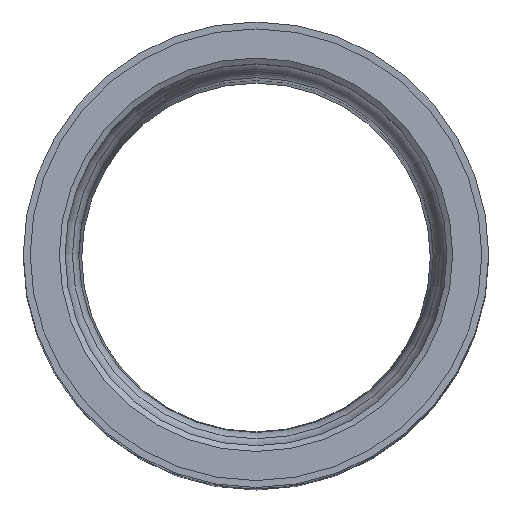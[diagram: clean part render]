
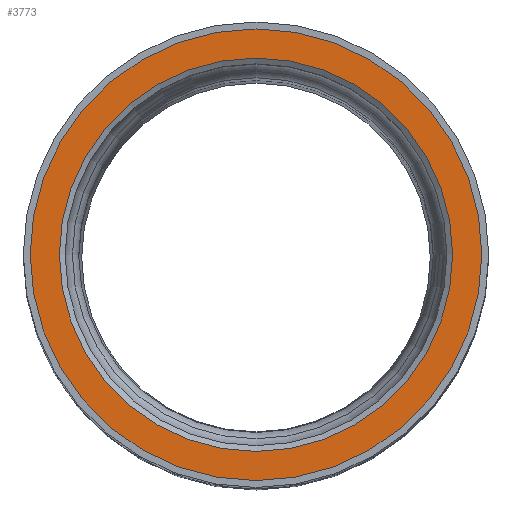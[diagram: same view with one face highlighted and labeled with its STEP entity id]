
A CAD part, top view. The second image highlights one B-rep face of the part: STEP entity #3773.
In plain terms, the highlighted planar face has unit normal (0, 0, 1).
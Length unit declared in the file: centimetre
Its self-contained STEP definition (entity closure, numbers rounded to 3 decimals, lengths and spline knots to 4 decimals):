
#91=PLANE('',#4136);
#175=FACE_BOUND('',#1294,.T.);
#1036=FACE_OUTER_BOUND('',#1293,.T.);
#1293=EDGE_LOOP('',(#2996));
#1294=EDGE_LOOP('',(#2997));
#1568=CIRCLE('',#4129,70.9755);
#1572=CIRCLE('',#4135,81.5);
#1810=VERTEX_POINT('',#7526);
#1813=VERTEX_POINT('',#7535);
#2227=EDGE_CURVE('',#1810,#1810,#1568,.T.);
#2231=EDGE_CURVE('',#1813,#1813,#1572,.T.);
#2996=ORIENTED_EDGE('',*,*,#2231,.T.);
#2997=ORIENTED_EDGE('',*,*,#2227,.T.);
#3773=ADVANCED_FACE('',(#1036,#175),#91,.T.);
#4129=AXIS2_PLACEMENT_3D('',#7527,#4841,#4842);
#4135=AXIS2_PLACEMENT_3D('',#7536,#4853,#4854);
#4136=AXIS2_PLACEMENT_3D('',#7538,#4856,#4857);
#4841=DIRECTION('center_axis',(0.,0.,-1.));
#4842=DIRECTION('ref_axis',(-1.,0.,0.));
#4853=DIRECTION('center_axis',(0.,0.,1.));
#4854=DIRECTION('ref_axis',(1.,0.,0.));
#4856=DIRECTION('center_axis',(0.,0.,1.));
#4857=DIRECTION('ref_axis',(1.,0.,0.));
#7526=CARTESIAN_POINT('',(70.9755,0.,574.7821));
#7527=CARTESIAN_POINT('Origin',(0.,0.,
574.7821));
#7535=CARTESIAN_POINT('',(81.5,0.,574.7821));
#7536=CARTESIAN_POINT('Origin',(0.,0.,574.7821));
#7538=CARTESIAN_POINT('Origin',(-70.5,0.,574.7821));
